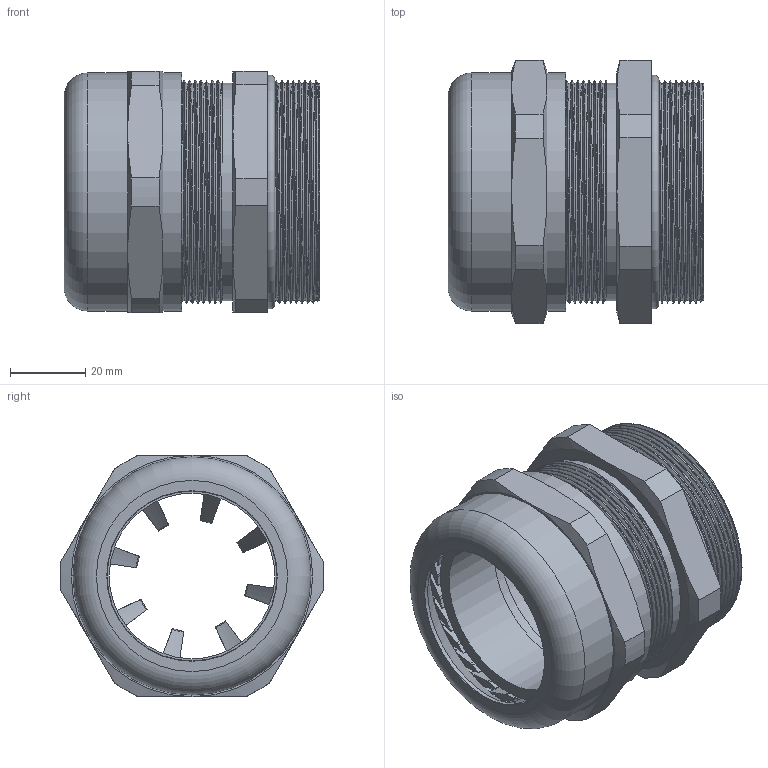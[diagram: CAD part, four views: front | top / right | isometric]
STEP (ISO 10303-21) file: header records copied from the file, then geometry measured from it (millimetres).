
FILE_DESCRIPTION(/* description */ ('Euro-Top-EMV 2. Gen. PG 48'),/* implementation_level */ '2;1');
FILE_NAME(/* name */ '61080448-RST.stp',/* time_stamp */ '2021-07-15T08:41:03+02:00',/* author */ ('sl'),/* organization */ (''),/* preprocessor_version */ 'ST-DEVELOPER v16.5',/* originating_system */ 'Autodesk Inventor 2017',/* authorisation */ '');
FILE_SCHEMA (('AUTOMOTIVE_DESIGN { 1 0 10303 214 3 1 1 }'));
Length unit declared in the file: millimetre
Products named in the file (7): 61080448; 61080448_1; 61080448_2; 61080448_3; 61080448_4; 61080448_5; 61080448_6
Assembly tree (6 placements, depth 2):
  61080448
    61080448_1
    61080448_2
    61080448_3
    61080448_4
    61080448_5
    61080448_6
Bounding box: 67.82 x 69.96 x 64 mm (x, y, z)
Volume: 64751.3 mm3; surface area: 71413.7 mm2
Topology: 10 solids, 10 shells, 520 faces, 1446 edges, 951 vertices
Faces by surface type: plane 226, cylinder 183, cone 51, torus 51, bspline 9
Full cylindrical faces by diameter (mm): 43.89 x1, 45 x1, 45.16 x1, 49.95 x1, 50.27 x1, 50.49 x1, 51.32 x1, 52.04 x1, 52.8 x1, 53.75 x1, 54.07 x1, 54.16 x1, 55 x1, 57.36 x2, 57.58 x1, 57.62 x1, 58.57 x15, 62.58 x1, 63.11 x2
Entity records: 23020 total; most frequent: CARTESIAN_POINT 10114, ORIENTED_EDGE 2728, DIRECTION 2641, EDGE_CURVE 1364, AXIS2_PLACEMENT_3D 1017, VERTEX_POINT 914, LINE 607, VECTOR 607
